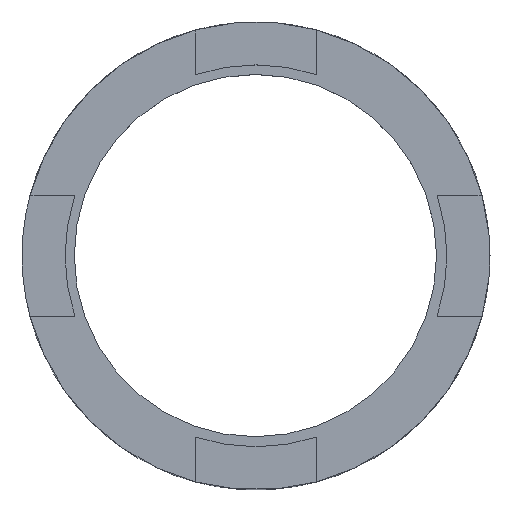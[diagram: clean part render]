
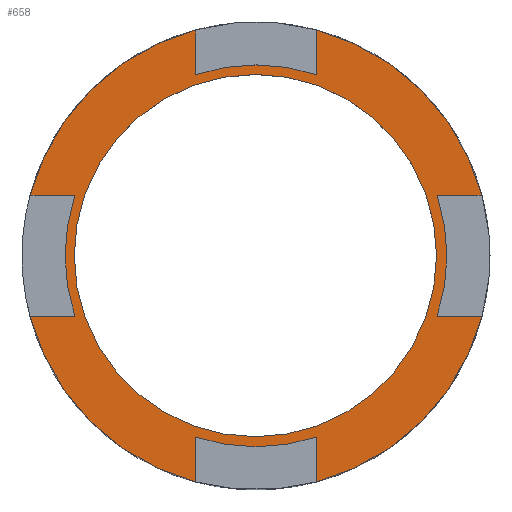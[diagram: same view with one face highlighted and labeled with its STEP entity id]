
A CAD part, top view. The second image highlights one B-rep face of the part: STEP entity #658.
In plain terms, the highlighted planar face has unit normal (0, 0, 1).
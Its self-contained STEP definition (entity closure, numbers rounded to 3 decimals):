
#15=FACE_BOUND('',#112,.T.);
#40=PLANE('',#737);
#74=FACE_OUTER_BOUND('',#111,.T.);
#111=EDGE_LOOP('',(#561,#562,#563,#564,#565,#566,#567,#568,#569,#570,#571,
#572,#573,#574,#575,#576));
#112=EDGE_LOOP('',(#577));
#153=LINE('',#1072,#209);
#157=LINE('',#1082,#213);
#159=LINE('',#1086,#215);
#163=LINE('',#1096,#219);
#165=LINE('',#1100,#221);
#169=LINE('',#1110,#225);
#171=LINE('',#1114,#227);
#175=LINE('',#1126,#231);
#209=VECTOR('',#868,10.);
#213=VECTOR('',#878,10.);
#215=VECTOR('',#882,10.);
#219=VECTOR('',#892,10.);
#221=VECTOR('',#896,10.);
#225=VECTOR('',#906,10.);
#227=VECTOR('',#910,10.);
#231=VECTOR('',#922,10.);
#254=CIRCLE('',#712,72.801);
#256=CIRCLE('',#715,72.801);
#257=CIRCLE('',#717,72.801);
#258=CIRCLE('',#719,72.801);
#264=CIRCLE('',#738,77.5);
#265=CIRCLE('',#739,77.5);
#266=CIRCLE('',#740,77.5);
#267=CIRCLE('',#741,77.5);
#268=CIRCLE('',#742,60.);
#304=VERTEX_POINT('',#1045);
#305=VERTEX_POINT('',#1047);
#307=VERTEX_POINT('',#1053);
#308=VERTEX_POINT('',#1055);
#309=VERTEX_POINT('',#1059);
#310=VERTEX_POINT('',#1061);
#311=VERTEX_POINT('',#1065);
#312=VERTEX_POINT('',#1067);
#313=VERTEX_POINT('',#1071);
#316=VERTEX_POINT('',#1081);
#317=VERTEX_POINT('',#1085);
#320=VERTEX_POINT('',#1095);
#321=VERTEX_POINT('',#1099);
#324=VERTEX_POINT('',#1109);
#325=VERTEX_POINT('',#1113);
#329=VERTEX_POINT('',#1125);
#330=VERTEX_POINT('',#1133);
#375=EDGE_CURVE('',#305,#304,#254,.T.);
#379=EDGE_CURVE('',#308,#307,#256,.T.);
#382=EDGE_CURVE('',#310,#309,#257,.T.);
#385=EDGE_CURVE('',#312,#311,#258,.T.);
#387=EDGE_CURVE('',#312,#313,#153,.T.);
#392=EDGE_CURVE('',#311,#316,#157,.T.);
#394=EDGE_CURVE('',#310,#317,#159,.T.);
#399=EDGE_CURVE('',#309,#320,#163,.T.);
#401=EDGE_CURVE('',#308,#321,#165,.T.);
#406=EDGE_CURVE('',#307,#324,#169,.T.);
#408=EDGE_CURVE('',#305,#325,#171,.T.);
#414=EDGE_CURVE('',#304,#329,#175,.T.);
#416=EDGE_CURVE('',#329,#313,#264,.T.);
#417=EDGE_CURVE('',#316,#317,#265,.T.);
#418=EDGE_CURVE('',#320,#321,#266,.T.);
#419=EDGE_CURVE('',#324,#325,#267,.T.);
#420=EDGE_CURVE('',#330,#330,#268,.T.);
#561=ORIENTED_EDGE('',*,*,#414,.T.);
#562=ORIENTED_EDGE('',*,*,#416,.T.);
#563=ORIENTED_EDGE('',*,*,#387,.F.);
#564=ORIENTED_EDGE('',*,*,#385,.T.);
#565=ORIENTED_EDGE('',*,*,#392,.T.);
#566=ORIENTED_EDGE('',*,*,#417,.T.);
#567=ORIENTED_EDGE('',*,*,#394,.F.);
#568=ORIENTED_EDGE('',*,*,#382,.T.);
#569=ORIENTED_EDGE('',*,*,#399,.T.);
#570=ORIENTED_EDGE('',*,*,#418,.T.);
#571=ORIENTED_EDGE('',*,*,#401,.F.);
#572=ORIENTED_EDGE('',*,*,#379,.T.);
#573=ORIENTED_EDGE('',*,*,#406,.T.);
#574=ORIENTED_EDGE('',*,*,#419,.T.);
#575=ORIENTED_EDGE('',*,*,#408,.F.);
#576=ORIENTED_EDGE('',*,*,#375,.T.);
#577=ORIENTED_EDGE('',*,*,#420,.T.);
#658=ADVANCED_FACE('',(#74,#15),#40,.T.);
#712=AXIS2_PLACEMENT_3D('',#1048,#843,#844);
#715=AXIS2_PLACEMENT_3D('',#1056,#851,#852);
#717=AXIS2_PLACEMENT_3D('',#1062,#857,#858);
#719=AXIS2_PLACEMENT_3D('',#1068,#863,#864);
#737=AXIS2_PLACEMENT_3D('',#1128,#924,#925);
#738=AXIS2_PLACEMENT_3D('',#1129,#926,#927);
#739=AXIS2_PLACEMENT_3D('',#1130,#928,#929);
#740=AXIS2_PLACEMENT_3D('',#1131,#930,#931);
#741=AXIS2_PLACEMENT_3D('',#1132,#932,#933);
#742=AXIS2_PLACEMENT_3D('',#1134,#934,#935);
#843=DIRECTION('center_axis',(0.,0.,1.));
#844=DIRECTION('ref_axis',(-0.962,0.275,0.));
#851=DIRECTION('center_axis',(0.,0.,1.));
#852=DIRECTION('ref_axis',(0.275,0.962,0.));
#857=DIRECTION('center_axis',(0.,0.,1.));
#858=DIRECTION('ref_axis',(0.962,-0.275,0.));
#863=DIRECTION('center_axis',(0.,0.,1.));
#864=DIRECTION('ref_axis',(-0.275,-0.962,0.));
#868=DIRECTION('',(0.,-1.,0.));
#878=DIRECTION('',(0.,-1.,0.));
#882=DIRECTION('',(1.,0.,0.));
#892=DIRECTION('',(1.,0.,0.));
#896=DIRECTION('',(0.,1.,0.));
#906=DIRECTION('',(0.,1.,0.));
#910=DIRECTION('',(-1.,0.,0.));
#922=DIRECTION('',(-1.,0.,0.));
#924=DIRECTION('center_axis',(0.,0.,1.));
#925=DIRECTION('ref_axis',(1.,0.,0.));
#926=DIRECTION('center_axis',(0.,0.,1.));
#927=DIRECTION('ref_axis',(1.,0.,0.));
#928=DIRECTION('center_axis',(0.,0.,1.));
#929=DIRECTION('ref_axis',(1.,0.,0.));
#930=DIRECTION('center_axis',(0.,0.,1.));
#931=DIRECTION('ref_axis',(1.,0.,0.));
#932=DIRECTION('center_axis',(0.,0.,1.));
#933=DIRECTION('ref_axis',(1.,0.,0.));
#934=DIRECTION('center_axis',(0.,0.,-1.));
#935=DIRECTION('ref_axis',(1.,0.,0.));
#1045=CARTESIAN_POINT('',(-70.,-20.,0.));
#1047=CARTESIAN_POINT('',(-70.,20.,0.));
#1048=CARTESIAN_POINT('Origin',(0.,0.,0.));
#1053=CARTESIAN_POINT('',(-20.001,70.,0.));
#1055=CARTESIAN_POINT('',(20.,70.,0.));
#1056=CARTESIAN_POINT('Origin',(0.,0.,0.));
#1059=CARTESIAN_POINT('',(70.,20.,0.));
#1061=CARTESIAN_POINT('',(70.,-20.,0.));
#1062=CARTESIAN_POINT('Origin',(0.,0.,0.));
#1065=CARTESIAN_POINT('',(20.,-70.,0.));
#1067=CARTESIAN_POINT('',(-20.,-70.,0.));
#1068=CARTESIAN_POINT('Origin',(0.,0.,0.));
#1071=CARTESIAN_POINT('',(-20.,-74.875,0.));
#1072=CARTESIAN_POINT('',(-20.,-70.,0.));
#1081=CARTESIAN_POINT('',(20.,-74.875,0.));
#1082=CARTESIAN_POINT('',(20.,-70.,0.));
#1085=CARTESIAN_POINT('',(74.875,-20.,0.));
#1086=CARTESIAN_POINT('',(70.,-20.,0.));
#1095=CARTESIAN_POINT('',(74.875,20.,0.));
#1096=CARTESIAN_POINT('',(70.,20.,0.));
#1099=CARTESIAN_POINT('',(20.,74.875,0.));
#1100=CARTESIAN_POINT('',(20.,70.,0.));
#1109=CARTESIAN_POINT('',(-20.001,74.875,0.));
#1110=CARTESIAN_POINT('',(-20.001,70.,0.));
#1113=CARTESIAN_POINT('',(-74.875,20.,0.));
#1114=CARTESIAN_POINT('',(-70.,20.,0.));
#1125=CARTESIAN_POINT('',(-74.875,-20.,0.));
#1126=CARTESIAN_POINT('',(-70.,-20.,0.));
#1128=CARTESIAN_POINT('Origin',(0.,0.,0.));
#1129=CARTESIAN_POINT('Origin',(0.,0.,0.));
#1130=CARTESIAN_POINT('Origin',(0.,0.,0.));
#1131=CARTESIAN_POINT('Origin',(0.,0.,0.));
#1132=CARTESIAN_POINT('Origin',(0.,0.,0.));
#1133=CARTESIAN_POINT('',(-60.205,0.115,0.));
#1134=CARTESIAN_POINT('Origin',(-0.205,0.115,0.));
